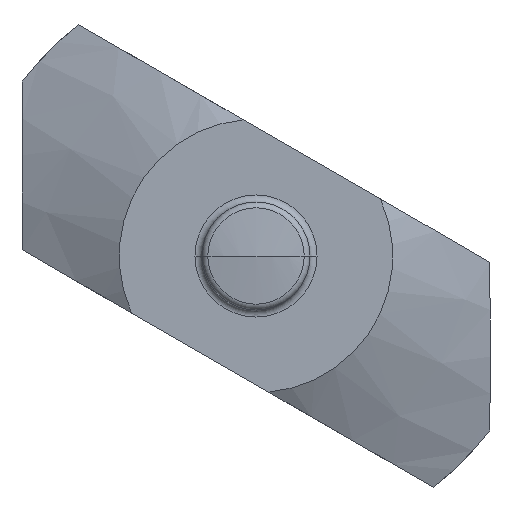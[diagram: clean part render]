
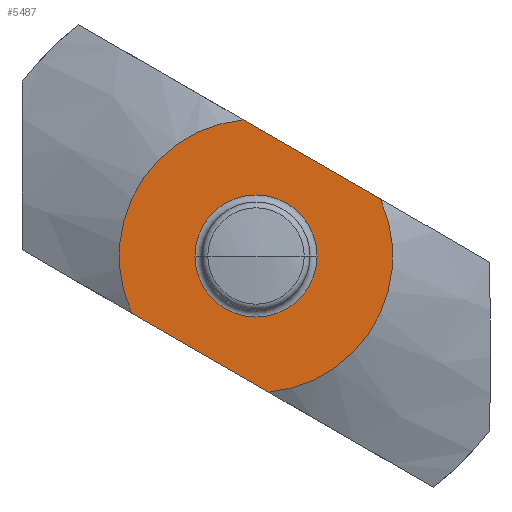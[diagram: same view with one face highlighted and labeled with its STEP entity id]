
A CAD part, front view. The second image highlights one B-rep face of the part: STEP entity #5487.
In plain terms, the highlighted planar face has unit normal (0, -1, 0).
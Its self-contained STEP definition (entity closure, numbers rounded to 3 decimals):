
#5 = CARTESIAN_POINT ( 'NONE',  ( -2.155, -10.39, 0. ) ) ;
#56 = EDGE_CURVE ( 'NONE', #3562, #7110, #2289, .T. ) ;
#397 = AXIS2_PLACEMENT_3D ( 'NONE', #3906, #1051, #5084 ) ;
#629 = AXIS2_PLACEMENT_3D ( 'NONE', #1239, #2324, #3844 ) ;
#863 = FACE_BOUND ( 'NONE', #2094, .T. ) ;
#1012 = DIRECTION ( 'NONE',  ( 0., -1., 0. ) ) ;
#1051 = DIRECTION ( 'NONE',  ( 0., 1., 0. ) ) ;
#1053 = EDGE_LOOP ( 'NONE', ( #2873, #3822, #6281, #2846 ) ) ;
#1239 = CARTESIAN_POINT ( 'NONE',  ( 0., -10.39, 0. ) ) ;
#1312 = PLANE ( 'NONE',  #1828 ) ;
#1354 = DIRECTION ( 'NONE',  ( 0., 0., 1. ) ) ;
#1450 = VERTEX_POINT ( 'NONE', #5 ) ;
#1452 = VECTOR ( 'NONE', #5018, 1000. ) ;
#1465 = LINE ( 'NONE', #3878, #1452 ) ;
#1467 = EDGE_CURVE ( 'NONE', #5876, #6503, #3982, .T. ) ;
#1599 = CARTESIAN_POINT ( 'NONE',  ( 4.386, -10.39, 2.014 ) ) ;
#1828 = AXIS2_PLACEMENT_3D ( 'NONE', #2476, #7082, #3126 ) ;
#2032 = CARTESIAN_POINT ( 'NONE',  ( -0.449, -10.39, 4.805 ) ) ;
#2094 = EDGE_LOOP ( 'NONE', ( #6571, #6959 ) ) ;
#2289 = CIRCLE ( 'NONE', #4239, 4.826 ) ;
#2324 = DIRECTION ( 'NONE',  ( 0., -1., 0. ) ) ;
#2476 = CARTESIAN_POINT ( 'NONE',  ( -8.255, -10.39, 15. ) ) ;
#2805 = VERTEX_POINT ( 'NONE', #3438 ) ;
#2846 = ORIENTED_EDGE ( 'NONE', *, *, #3762, .T. ) ;
#2873 = ORIENTED_EDGE ( 'NONE', *, *, #1467, .F. ) ;
#3067 = EDGE_CURVE ( 'NONE', #5876, #7110, #1465, .T. ) ;
#3126 = DIRECTION ( 'NONE',  ( -1., 0., 0. ) ) ;
#3221 = AXIS2_PLACEMENT_3D ( 'NONE', #3312, #1012, #3867 ) ;
#3312 = CARTESIAN_POINT ( 'NONE',  ( 0., -10.39, 0. ) ) ;
#3438 = CARTESIAN_POINT ( 'NONE',  ( 2.155, -10.39, 0. ) ) ;
#3521 = LINE ( 'NONE', #7060, #4482 ) ;
#3562 = VERTEX_POINT ( 'NONE', #6576 ) ;
#3762 = EDGE_CURVE ( 'NONE', #3562, #6503, #3521, .T. ) ;
#3822 = ORIENTED_EDGE ( 'NONE', *, *, #3067, .T. ) ;
#3844 = DIRECTION ( 'NONE',  ( -1., 0., 0. ) ) ;
#3867 = DIRECTION ( 'NONE',  ( -1., 0., 0. ) ) ;
#3877 = CIRCLE ( 'NONE', #629, 2.155 ) ;
#3878 = CARTESIAN_POINT ( 'NONE',  ( 8.255, -10.39, -0.22 ) ) ;
#3906 = CARTESIAN_POINT ( 'NONE',  ( 0., -10.39, 0. ) ) ;
#3982 = CIRCLE ( 'NONE', #397, 4.826 ) ;
#3998 = EDGE_CURVE ( 'NONE', #2805, #1450, #3877, .T. ) ;
#4239 = AXIS2_PLACEMENT_3D ( 'NONE', #5428, #6515, #1354 ) ;
#4482 = VECTOR ( 'NONE', #6453, 1000. ) ;
#5018 = DIRECTION ( 'NONE',  ( -0.866, 0., 0.5 ) ) ;
#5084 = DIRECTION ( 'NONE',  ( 0., 0., 1. ) ) ;
#5428 = CARTESIAN_POINT ( 'NONE',  ( 0., -10.39, 0. ) ) ;
#5487 = ADVANCED_FACE ( 'NONE', ( #863, #5988 ), #1312, .F. ) ;
#5876 = VERTEX_POINT ( 'NONE', #1599 ) ;
#5988 = FACE_OUTER_BOUND ( 'NONE', #1053, .T. ) ;
#6281 = ORIENTED_EDGE ( 'NONE', *, *, #56, .F. ) ;
#6339 = CIRCLE ( 'NONE', #3221, 2.155 ) ;
#6437 = EDGE_CURVE ( 'NONE', #1450, #2805, #6339, .T. ) ;
#6453 = DIRECTION ( 'NONE',  ( 0.866, 0., -0.5 ) ) ;
#6503 = VERTEX_POINT ( 'NONE', #7348 ) ;
#6515 = DIRECTION ( 'NONE',  ( 0., 1., 0. ) ) ;
#6571 = ORIENTED_EDGE ( 'NONE', *, *, #6437, .F. ) ;
#6576 = CARTESIAN_POINT ( 'NONE',  ( -4.386, -10.39, -2.014 ) ) ;
#6959 = ORIENTED_EDGE ( 'NONE', *, *, #3998, .F. ) ;
#7060 = CARTESIAN_POINT ( 'NONE',  ( 6.262, -10.39, -8.161 ) ) ;
#7082 = DIRECTION ( 'NONE',  ( 0., 1., 0. ) ) ;
#7110 = VERTEX_POINT ( 'NONE', #2032 ) ;
#7348 = CARTESIAN_POINT ( 'NONE',  ( 0.449, -10.39, -4.805 ) ) ;
